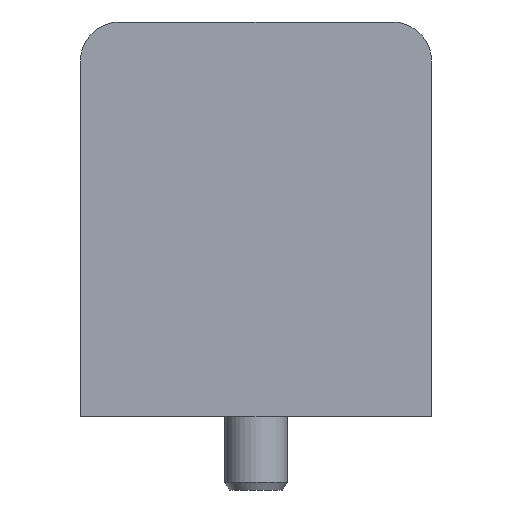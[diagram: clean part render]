
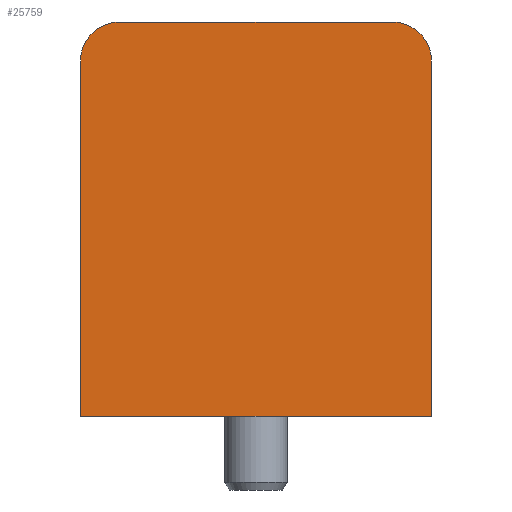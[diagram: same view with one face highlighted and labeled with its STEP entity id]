
A CAD part, left-side view. The second image highlights one B-rep face of the part: STEP entity #25759.
In plain terms, the highlighted planar face has unit normal (-1, 0, 0).
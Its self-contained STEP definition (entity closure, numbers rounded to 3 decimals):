
#156 = AXIS2_PLACEMENT_3D ( 'NONE', #2568, #26559, #21211 ) ;
#1264 = ORIENTED_EDGE ( 'NONE', *, *, #21453, .F. ) ;
#1590 = DIRECTION ( 'NONE',  ( -1., 0., 0. ) ) ;
#1972 = EDGE_CURVE ( 'NONE', #4411, #21219, #28868, .T. ) ;
#2568 = CARTESIAN_POINT ( 'NONE',  ( -5.8, -17.5, 17.5 ) ) ;
#3930 = DIRECTION ( 'NONE',  ( 0., 0., 1. ) ) ;
#4411 = VERTEX_POINT ( 'NONE', #26304 ) ;
#4934 = DIRECTION ( 'NONE',  ( 0., 0., 1. ) ) ;
#5466 = LINE ( 'NONE', #27994, #14639 ) ;
#6394 = CARTESIAN_POINT ( 'NONE',  ( -5.8, -22.5, -28.051 ) ) ;
#7175 = CARTESIAN_POINT ( 'NONE',  ( -5.8, 22.5, -28.051 ) ) ;
#7287 = AXIS2_PLACEMENT_3D ( 'NONE', #11964, #24905, #3930 ) ;
#7718 = CARTESIAN_POINT ( 'NONE',  ( -5.8, -22.5, 22.5 ) ) ;
#8657 = LINE ( 'NONE', #16093, #30767 ) ;
#9212 = EDGE_CURVE ( 'NONE', #4411, #11145, #8657, .T. ) ;
#10548 = ORIENTED_EDGE ( 'NONE', *, *, #34019, .F. ) ;
#10860 = DIRECTION ( 'NONE',  ( 0., 0., -1. ) ) ;
#11145 = VERTEX_POINT ( 'NONE', #6394 ) ;
#11964 = CARTESIAN_POINT ( 'NONE',  ( -5.8, 0., 0. ) ) ;
#14617 = CARTESIAN_POINT ( 'NONE',  ( -5.8, 22.5, 17.5 ) ) ;
#14639 = VECTOR ( 'NONE', #4934, 1000. ) ;
#15077 = VERTEX_POINT ( 'NONE', #14617 ) ;
#16093 = CARTESIAN_POINT ( 'NONE',  ( -5.8, -22.5, -22.5 ) ) ;
#16495 = LINE ( 'NONE', #34381, #29769 ) ;
#16496 = ORIENTED_EDGE ( 'NONE', *, *, #22446, .F. ) ;
#18255 = FACE_OUTER_BOUND ( 'NONE', #20067, .T. ) ;
#18959 = ORIENTED_EDGE ( 'NONE', *, *, #25259, .T. ) ;
#20015 = PLANE ( 'NONE',  #7287 ) ;
#20067 = EDGE_LOOP ( 'NONE', ( #10548, #29493, #21043, #16496, #18959, #1264 ) ) ;
#20681 = DIRECTION ( 'NONE',  ( 0., 0., 1. ) ) ;
#20964 = CARTESIAN_POINT ( 'NONE',  ( -5.8, -17.5, 22.5 ) ) ;
#21043 = ORIENTED_EDGE ( 'NONE', *, *, #1972, .T. ) ;
#21111 = DIRECTION ( 'NONE',  ( 0., -1., 0. ) ) ;
#21211 = DIRECTION ( 'NONE',  ( 0., 0., 1. ) ) ;
#21219 = VERTEX_POINT ( 'NONE', #20964 ) ;
#21453 = EDGE_CURVE ( 'NONE', #27420, #15077, #5466, .T. ) ;
#22446 = EDGE_CURVE ( 'NONE', #34111, #21219, #33329, .T. ) ;
#23797 = DIRECTION ( 'NONE',  ( 0., 1., 0. ) ) ;
#24905 = DIRECTION ( 'NONE',  ( -1., 0., 0. ) ) ;
#25259 = EDGE_CURVE ( 'NONE', #34111, #15077, #34161, .T. ) ;
#25759 = ADVANCED_FACE ( 'NONE', ( #18255 ), #20015, .T. ) ;
#26304 = CARTESIAN_POINT ( 'NONE',  ( -5.8, -22.5, 17.5 ) ) ;
#26559 = DIRECTION ( 'NONE',  ( -1., 0., 0. ) ) ;
#27420 = VERTEX_POINT ( 'NONE', #7175 ) ;
#27994 = CARTESIAN_POINT ( 'NONE',  ( -5.8, 22.5, 22.5 ) ) ;
#28868 = CIRCLE ( 'NONE', #156, 5. ) ;
#29493 = ORIENTED_EDGE ( 'NONE', *, *, #9212, .F. ) ;
#29541 = AXIS2_PLACEMENT_3D ( 'NONE', #33609, #1590, #20681 ) ;
#29554 = VECTOR ( 'NONE', #21111, 1000. ) ;
#29769 = VECTOR ( 'NONE', #23797, 1000. ) ;
#30051 = CARTESIAN_POINT ( 'NONE',  ( -5.8, 17.5, 22.5 ) ) ;
#30767 = VECTOR ( 'NONE', #10860, 1000. ) ;
#33329 = LINE ( 'NONE', #7718, #29554 ) ;
#33609 = CARTESIAN_POINT ( 'NONE',  ( -5.8, 17.5, 17.5 ) ) ;
#34019 = EDGE_CURVE ( 'NONE', #11145, #27420, #16495, .T. ) ;
#34111 = VERTEX_POINT ( 'NONE', #30051 ) ;
#34161 = CIRCLE ( 'NONE', #29541, 5. ) ;
#34381 = CARTESIAN_POINT ( 'NONE',  ( -5.8, -22.5, -28.051 ) ) ;
